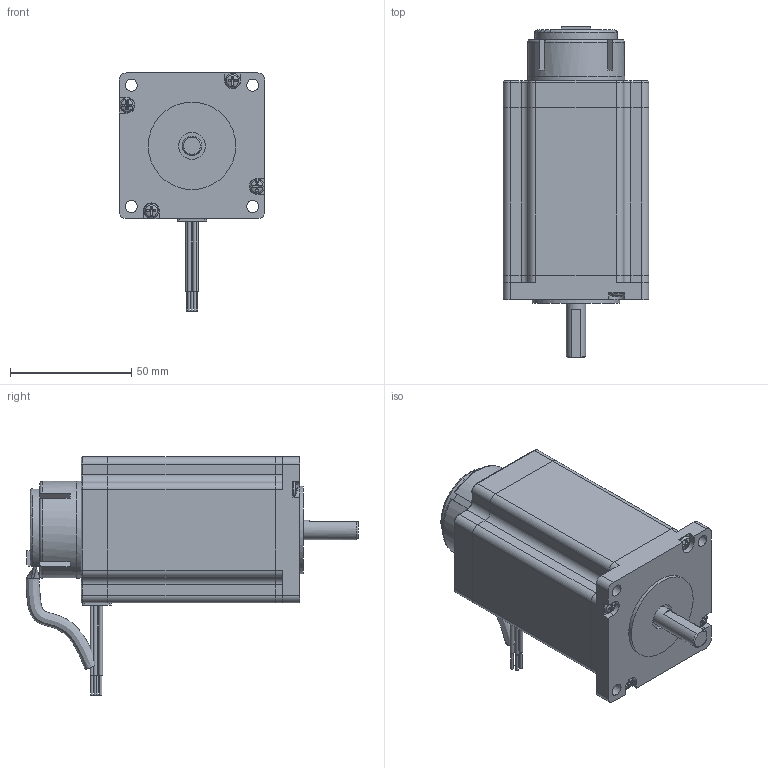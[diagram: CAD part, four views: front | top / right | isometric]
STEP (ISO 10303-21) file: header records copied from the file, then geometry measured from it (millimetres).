
FILE_DESCRIPTION( ( '' ), '1' );
FILE_NAME( 'MS2610H-03AO5L.stp', '2022-03-29T04:00:20', ( 'Dimamotor' ), ( 'Dimamotor' ), 'PSStep 17.0.49', ' ', ' ' );
FILE_SCHEMA( ( 'AUTOMOTIVE_DESIGN { 1 0 10303 214 1 1 1 1 }' ) );
Length unit declared in the file: millimetre
Products named in the file (6): Assem1; MS26-上蓋; Screw_ANSI_B18.6.3_09F_UNF_No5x1_v12.00; MS2610H-定子; MS26-單軸下蓋; AO5L-編碼器
Assembly tree (8 placements, depth 2):
  Assem1
    MS26-上蓋
    Screw_ANSI_B18.6.3_09F_UNF_No5x1_v12.00  x4
    MS2610H-定子
    MS26-單軸下蓋
    AO5L-編碼器
Bounding box: 60 x 136.67 x 98 mm (x, y, z)
Volume: 308027.4 mm3; surface area: 53426.2 mm2
Topology: 8 solids, 8 shells, 349 faces, 871 edges, 563 vertices
Faces by surface type: plane 182, cylinder 120, torus 21, cone 17, bspline 5, sphere 4
Full cylindrical faces by diameter (mm): 1 x6, 1.6 x6, 2.5 x4, 3.175 x8, 3.3 x4, 5 x4, 6 x1, 8 x1, 10 x3, 10.5 x1, 11 x1, 12 x1, 36 x1, 40 x2
Entity records: 10734 total; most frequent: CARTESIAN_POINT 2081, DIRECTION 1389, ORIENTED_EDGE 1232, EDGE_CURVE 616, AXIS2_PLACEMENT_3D 526, VERTEX_POINT 424, EDGE_LOOP 362, LINE 337
